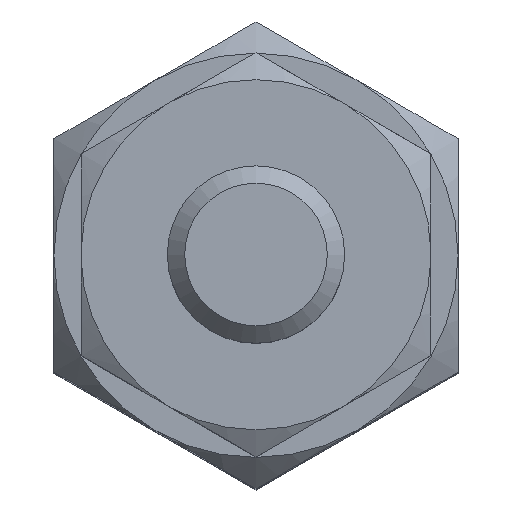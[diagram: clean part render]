
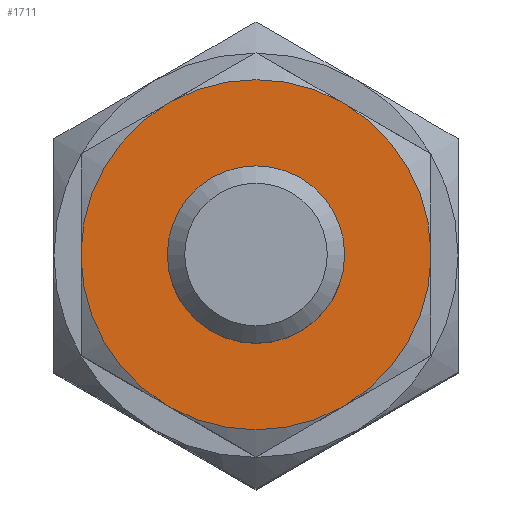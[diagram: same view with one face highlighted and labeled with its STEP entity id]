
A CAD part, top view. The second image highlights one B-rep face of the part: STEP entity #1711.
In plain terms, the highlighted face is planar.
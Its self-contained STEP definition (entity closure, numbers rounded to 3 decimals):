
#76=LINE('',#2855,#126);
#77=LINE('',#2859,#127);
#78=LINE('',#2863,#128);
#79=LINE('',#2867,#129);
#80=LINE('',#2871,#130);
#81=LINE('',#2875,#131);
#126=VECTOR('',#2283,1000.);
#127=VECTOR('',#2286,1000.);
#128=VECTOR('',#2289,1000.);
#129=VECTOR('',#2292,1000.);
#130=VECTOR('',#2295,1000.);
#131=VECTOR('',#2298,1000.);
#194=PLANE('',#1947);
#261=CIRCLE('',#1948,2.413);
#262=CIRCLE('',#1949,4.764);
#263=CIRCLE('',#1950,4.764);
#264=CIRCLE('',#1951,4.764);
#265=CIRCLE('',#1952,4.764);
#266=CIRCLE('',#1953,4.764);
#267=CIRCLE('',#1954,4.764);
#470=ORIENTED_EDGE('',*,*,#852,.F.);
#471=ORIENTED_EDGE('',*,*,#853,.T.);
#472=ORIENTED_EDGE('',*,*,#854,.T.);
#473=ORIENTED_EDGE('',*,*,#855,.T.);
#474=ORIENTED_EDGE('',*,*,#856,.T.);
#475=ORIENTED_EDGE('',*,*,#857,.T.);
#476=ORIENTED_EDGE('',*,*,#858,.T.);
#477=ORIENTED_EDGE('',*,*,#859,.T.);
#478=ORIENTED_EDGE('',*,*,#860,.T.);
#479=ORIENTED_EDGE('',*,*,#861,.T.);
#480=ORIENTED_EDGE('',*,*,#862,.T.);
#481=ORIENTED_EDGE('',*,*,#863,.T.);
#482=ORIENTED_EDGE('',*,*,#864,.T.);
#852=EDGE_CURVE('',#1059,#1059,#261,.T.);
#853=EDGE_CURVE('',#1060,#1061,#262,.T.);
#854=EDGE_CURVE('',#1061,#1062,#76,.T.);
#855=EDGE_CURVE('',#1062,#1063,#263,.T.);
#856=EDGE_CURVE('',#1063,#1064,#77,.T.);
#857=EDGE_CURVE('',#1064,#1065,#264,.T.);
#858=EDGE_CURVE('',#1065,#1066,#78,.T.);
#859=EDGE_CURVE('',#1066,#1067,#265,.T.);
#860=EDGE_CURVE('',#1067,#1068,#79,.F.);
#861=EDGE_CURVE('',#1068,#1069,#266,.T.);
#862=EDGE_CURVE('',#1069,#1070,#80,.T.);
#863=EDGE_CURVE('',#1070,#1071,#267,.T.);
#864=EDGE_CURVE('',#1071,#1060,#81,.T.);
#1059=VERTEX_POINT('',#2851);
#1060=VERTEX_POINT('',#2853);
#1061=VERTEX_POINT('',#2854);
#1062=VERTEX_POINT('',#2856);
#1063=VERTEX_POINT('',#2858);
#1064=VERTEX_POINT('',#2860);
#1065=VERTEX_POINT('',#2862);
#1066=VERTEX_POINT('',#2864);
#1067=VERTEX_POINT('',#2866);
#1068=VERTEX_POINT('',#2868);
#1069=VERTEX_POINT('',#2870);
#1070=VERTEX_POINT('',#2872);
#1071=VERTEX_POINT('',#2874);
#1318=EDGE_LOOP('',(#470));
#1319=EDGE_LOOP('',(#471,#472,#473,#474,#475,#476,#477,#478,#479,#480,#481,
#482));
#1496=FACE_BOUND('',#1318,.T.);
#1497=FACE_BOUND('',#1319,.T.);
#1711=ADVANCED_FACE('',(#1496,#1497),#194,.F.);
#1947=AXIS2_PLACEMENT_3D('',#2849,#2277,#2278);
#1948=AXIS2_PLACEMENT_3D('',#2850,#2279,#2280);
#1949=AXIS2_PLACEMENT_3D('',#2852,#2281,#2282);
#1950=AXIS2_PLACEMENT_3D('',#2857,#2284,#2285);
#1951=AXIS2_PLACEMENT_3D('',#2861,#2287,#2288);
#1952=AXIS2_PLACEMENT_3D('',#2865,#2290,#2291);
#1953=AXIS2_PLACEMENT_3D('',#2869,#2293,#2294);
#1954=AXIS2_PLACEMENT_3D('',#2873,#2296,#2297);
#2277=DIRECTION('',(-1.,0.,0.));
#2278=DIRECTION('',(0.,0.,1.));
#2279=DIRECTION('',(1.,0.,0.));
#2280=DIRECTION('',(0.,0.,-1.));
#2281=DIRECTION('',(1.,0.,0.));
#2282=DIRECTION('',(0.,0.,-1.));
#2283=DIRECTION('',(0.,1.,0.));
#2284=DIRECTION('',(1.,0.,0.));
#2285=DIRECTION('',(0.,0.,-1.));
#2286=DIRECTION('',(0.,0.5,0.866));
#2287=DIRECTION('',(1.,0.,0.));
#2288=DIRECTION('',(0.,0.,-1.));
#2289=DIRECTION('',(0.,-0.5,0.866));
#2290=DIRECTION('',(1.,0.,0.));
#2291=DIRECTION('',(0.,0.,-1.));
#2292=DIRECTION('',(0.,1.,0.));
#2293=DIRECTION('',(1.,0.,0.));
#2294=DIRECTION('',(0.,0.,-1.));
#2295=DIRECTION('',(0.,-0.5,-0.866));
#2296=DIRECTION('',(1.,0.,0.));
#2297=DIRECTION('',(0.,0.,-1.));
#2298=DIRECTION('',(0.,0.5,-0.866));
#2849=CARTESIAN_POINT('',(3.302,0.,-4.764));
#2850=CARTESIAN_POINT('',(3.302,0.,0.));
#2851=CARTESIAN_POINT('',(3.302,0.,-2.413));
#2852=CARTESIAN_POINT('',(3.302,0.,0.));
#2853=CARTESIAN_POINT('',(3.302,-4.076,-2.466));
#2854=CARTESIAN_POINT('',(3.302,-0.098,-4.763));
#2855=CARTESIAN_POINT('',(3.302,0.,-4.763));
#2856=CARTESIAN_POINT('',(3.302,0.098,-4.763));
#2857=CARTESIAN_POINT('',(3.302,0.,0.));
#2858=CARTESIAN_POINT('',(3.302,4.076,-2.466));
#2859=CARTESIAN_POINT('',(3.302,4.076,-2.466));
#2860=CARTESIAN_POINT('',(3.302,4.173,-2.297));
#2861=CARTESIAN_POINT('',(3.302,0.,0.));
#2862=CARTESIAN_POINT('',(3.302,4.173,2.297));
#2863=CARTESIAN_POINT('',(3.302,4.173,2.297));
#2864=CARTESIAN_POINT('',(3.302,4.076,2.466));
#2865=CARTESIAN_POINT('',(3.302,0.,0.));
#2866=CARTESIAN_POINT('',(3.302,0.098,4.763));
#2867=CARTESIAN_POINT('',(3.302,0.,4.763));
#2868=CARTESIAN_POINT('',(3.302,-0.098,4.763));
#2869=CARTESIAN_POINT('',(3.302,0.,0.));
#2870=CARTESIAN_POINT('',(3.302,-4.076,2.466));
#2871=CARTESIAN_POINT('',(3.302,-4.076,2.466));
#2872=CARTESIAN_POINT('',(3.302,-4.173,2.297));
#2873=CARTESIAN_POINT('',(3.302,0.,0.));
#2874=CARTESIAN_POINT('',(3.302,-4.173,-2.297));
#2875=CARTESIAN_POINT('',(3.302,-4.173,-2.297));
